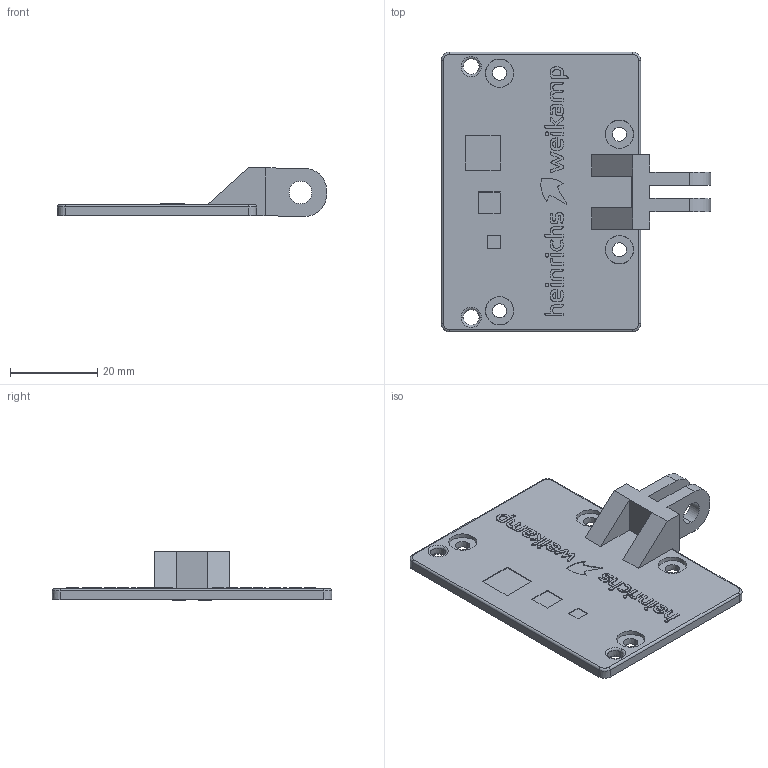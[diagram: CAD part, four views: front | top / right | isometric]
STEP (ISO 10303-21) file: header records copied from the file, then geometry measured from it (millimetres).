
FILE_DESCRIPTION(('FreeCAD Model'),'2;1');
FILE_NAME('Open CASCADE Shape Model','2025-02-16T14:22:32',('Author'),( ''),'Open CASCADE STEP processor 7.6','FreeCAD','Unknown');
FILE_SCHEMA(('AUTOMOTIVE_DESIGN { 1 0 10303 214 1 1 1 1 }'));
Length unit declared in the file: millimetre
Products named in the file (1): backplate_bt_with_gopro
Bounding box: 61.75 x 64.18 x 11.23 mm (x, y, z)
Volume: 8795.1 mm3; surface area: 7779.9 mm2
Topology: 1 solids, 1 shells, 296 faces, 756 edges, 496 vertices
Faces by surface type: plane 158, bspline 53, cone 30, torus 28, cylinder 27
Entity records: 12994 total; most frequent: CARTESIAN_POINT 6046, ORIENTED_EDGE 1512, DIRECTION 1264, EDGE_CURVE 756, VERTEX_POINT 496, LINE 444, VECTOR 444, AXIS2_PLACEMENT_3D 410
